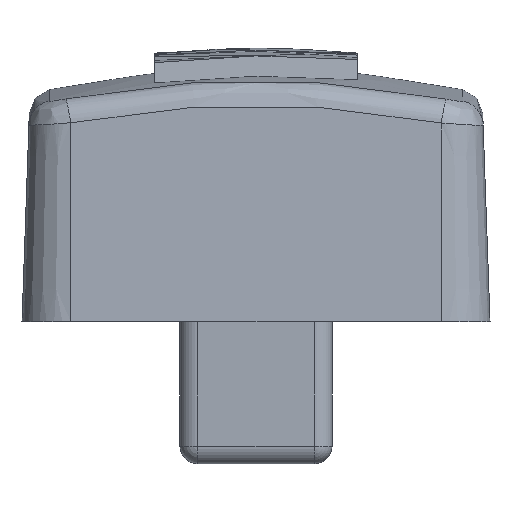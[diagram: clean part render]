
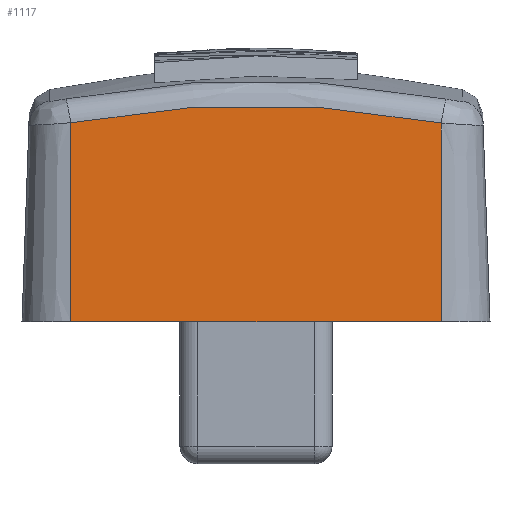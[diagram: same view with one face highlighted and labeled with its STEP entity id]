
A CAD part, left-side view. The second image highlights one B-rep face of the part: STEP entity #1117.
In plain terms, the highlighted planar face has unit normal (-0.999, 0, 0.035).
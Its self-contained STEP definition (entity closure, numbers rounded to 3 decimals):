
#564=PLANE('',#3456);
#637=FACE_OUTER_BOUND('',#1337,.T.);
#847=LINE('',#5136,#990);
#848=LINE('',#5144,#991);
#849=LINE('',#5146,#992);
#990=VECTOR('',#3723,1.);
#991=VECTOR('',#3724,1.);
#992=VECTOR('',#3725,1.);
#1117=ADVANCED_FACE('',(#637),#564,.T.);
#1337=EDGE_LOOP('',(#1655,#1656,#1657,#1658));
#1655=ORIENTED_EDGE('',*,*,#2872,.F.);
#1656=ORIENTED_EDGE('',*,*,#2873,.T.);
#1657=ORIENTED_EDGE('',*,*,#2874,.T.);
#1658=ORIENTED_EDGE('',*,*,#2875,.T.);
#2586=VERTEX_POINT('',#5137);
#2587=VERTEX_POINT('',#5138);
#2588=VERTEX_POINT('',#5143);
#2589=VERTEX_POINT('',#5145);
#2872=EDGE_CURVE('',#2586,#2587,#847,.T.);
#2873=EDGE_CURVE('',#2586,#2588,#3307,.T.);
#2874=EDGE_CURVE('',#2588,#2589,#848,.T.);
#2875=EDGE_CURVE('',#2589,#2587,#849,.T.);
#3307=B_SPLINE_CURVE_WITH_KNOTS('',3,(#5139,#5140,#5141,#5142),
 .UNSPECIFIED.,.F.,.F.,(4,4),(0.,1.),.UNSPECIFIED.);
#3456=AXIS2_PLACEMENT_3D('',#5147,#3726,#3727);
#3723=DIRECTION('',(-0.035,0.,-0.999));
#3724=DIRECTION('',(-0.035,0.,-0.999));
#3725=DIRECTION('',(0.,-1.,0.));
#3726=DIRECTION('',(-0.999,0.,0.035));
#3727=DIRECTION('',(0.035,0.,0.999));
#5136=CARTESIAN_POINT('',(-6.9,-3.65,0.));
#5137=CARTESIAN_POINT('',(-6.728,-3.65,4.924));
#5138=CARTESIAN_POINT('',(-6.865,-3.65,1.));
#5139=CARTESIAN_POINT('',(-6.728,-3.65,4.924));
#5140=CARTESIAN_POINT('',(-6.712,-1.235,5.39));
#5141=CARTESIAN_POINT('',(-6.712,1.234,5.392));
#5142=CARTESIAN_POINT('',(-6.728,3.65,4.928));
#5143=CARTESIAN_POINT('',(-6.728,3.65,4.928));
#5144=CARTESIAN_POINT('',(-6.9,3.65,0.));
#5145=CARTESIAN_POINT('',(-6.865,3.65,1.));
#5146=CARTESIAN_POINT('',(-6.865,3.65,1.));
#5147=CARTESIAN_POINT('',(-6.9,3.65,0.));
